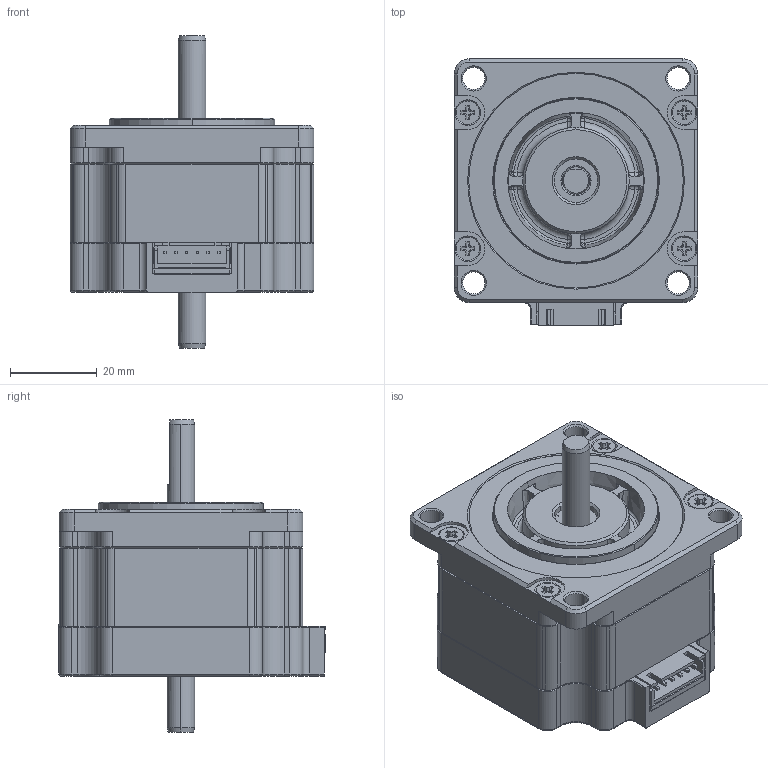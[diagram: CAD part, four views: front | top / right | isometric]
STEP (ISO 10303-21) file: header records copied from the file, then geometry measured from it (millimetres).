
FILE_DESCRIPTION((''),'2;1');
FILE_NAME('4611110027518_ASM','2024-04-17T13:16:04',('ms26442'),(''),'CREO PARAMETRIC BY PTC INC, 2018100','CREO PARAMETRIC BY PTC INC, 2018100','');
FILE_SCHEMA(('CONFIG_CONTROL_DESIGN'));
Products named in the file (26): 4613102100013; 3698153000285; 3698153000144; 4613104002243_ASM; 4713101000728; 4718405003477; 4713120000558_ASM; 4613103004140_ASM; 4219121302125; 4613106100326_AF0; 4332101101885_AF0; 4693220000369_AF0; 4613106100326_AF1; 4613107105365_ASM; 4333201500270; 4333201500254; 4331101000005; 4613108002370_ASM; 4219121302242; 4294440200013_AF0; 4294404000573; 4294440200013_AF1; 4613153001152_ASM; 3219720005029; 3219720000388; 4611110027518_ASM
Assembly tree (29 placements, depth 5):
  4611110027518_ASM
    4613153001152_ASM
      4613103004140_ASM
        4613104002243_ASM
          4613102100013
          3698153000285
          3698153000144
        4713120000558_ASM
          4713101000728
          4718405003477
      4219121302125
      4613108002370_ASM
        4613107105365_ASM
          4613106100326_AF0
          4332101101885_AF0
          4693220000369_AF0
          4613106100326_AF1
        4333201500270
        4333201500254
        4331101000005  x2
      4219121302242
      4294440200013_AF0
      4294404000573  x4
      4294440200013_AF1
    3219720005029
    3219720000388
Bounding box: 56.26 x 61.48 x 72 mm (x, y, z)
Volume: 77829.9 mm3; surface area: 76126 mm2
Topology: 26 solids, 40 shells, 3424 faces, 9439 edges, 6190 vertices
Faces by surface type: plane 1691, cylinder 1493, cone 131, torus 45, bspline 40, extrusion 24
Entity records: 109246 total; most frequent: CARTESIAN_POINT 21979, DIRECTION 18517, ORIENTED_EDGE 18230, EDGE_CURVE 9129, AXIS2_PLACEMENT_3D 6331, VERTEX_POINT 5992, VECTOR 5855, LINE 5831
